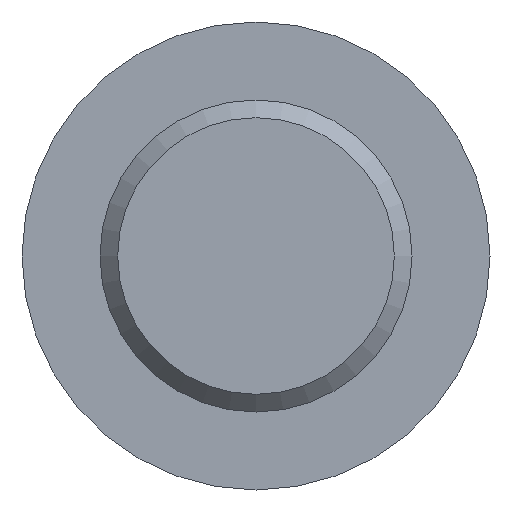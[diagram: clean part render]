
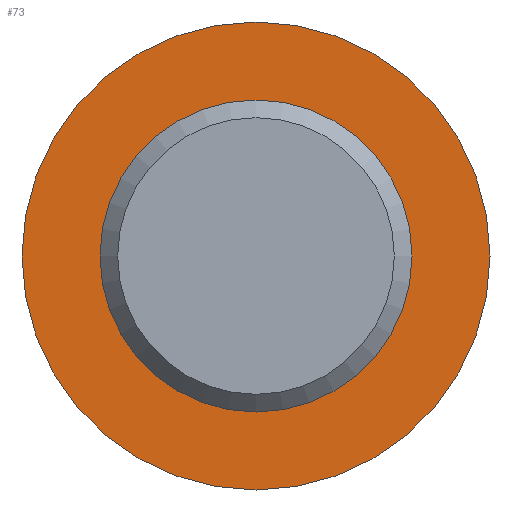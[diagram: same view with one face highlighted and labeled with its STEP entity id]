
A CAD part, front view. The second image highlights one B-rep face of the part: STEP entity #73.
In plain terms, the highlighted planar face has unit normal (0, -1, 0).
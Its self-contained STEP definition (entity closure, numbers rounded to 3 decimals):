
#33 = DIRECTION ( 'NONE',  ( 0., 0., -1. ) ) ;
#37 = DIRECTION ( 'NONE',  ( 0., -1., 0. ) ) ;
#73 = ADVANCED_FACE ( 'NONE', ( #136, #518 ), #309, .F. ) ;
#95 = DIRECTION ( 'NONE',  ( 0., 1., 0. ) ) ;
#109 = CARTESIAN_POINT ( 'NONE',  ( 0., 40., -11. ) ) ;
#122 = AXIS2_PLACEMENT_3D ( 'NONE', #479, #95, #275 ) ;
#136 = FACE_BOUND ( 'NONE', #201, .T. ) ;
#151 = EDGE_CURVE ( 'NONE', #405, #405, #152, .T. ) ;
#152 = CIRCLE ( 'NONE', #383, 16.5 ) ;
#176 = EDGE_LOOP ( 'NONE', ( #245 ) ) ;
#201 = EDGE_LOOP ( 'NONE', ( #300 ) ) ;
#240 = CARTESIAN_POINT ( 'NONE',  ( 0., 40., -16.5 ) ) ;
#245 = ORIENTED_EDGE ( 'NONE', *, *, #151, .T. ) ;
#275 = DIRECTION ( 'NONE',  ( 0., 0., 1. ) ) ;
#300 = ORIENTED_EDGE ( 'NONE', *, *, #307, .F. ) ;
#307 = EDGE_CURVE ( 'NONE', #492, #492, #334, .T. ) ;
#309 = PLANE ( 'NONE',  #122 ) ;
#334 = CIRCLE ( 'NONE', #390, 11. ) ;
#383 = AXIS2_PLACEMENT_3D ( 'NONE', #444, #491, #33 ) ;
#390 = AXIS2_PLACEMENT_3D ( 'NONE', #469, #37, #540 ) ;
#405 = VERTEX_POINT ( 'NONE', #240 ) ;
#444 = CARTESIAN_POINT ( 'NONE',  ( 0., 40., 0. ) ) ;
#469 = CARTESIAN_POINT ( 'NONE',  ( 0., 40., 0. ) ) ;
#479 = CARTESIAN_POINT ( 'NONE',  ( -11., 40., 0. ) ) ;
#491 = DIRECTION ( 'NONE',  ( 0., -1., 0. ) ) ;
#492 = VERTEX_POINT ( 'NONE', #109 ) ;
#518 = FACE_OUTER_BOUND ( 'NONE', #176, .T. ) ;
#540 = DIRECTION ( 'NONE',  ( 0., 0., -1. ) ) ;
